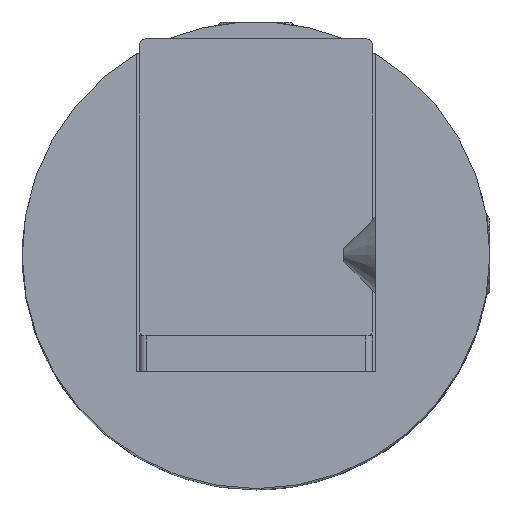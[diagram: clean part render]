
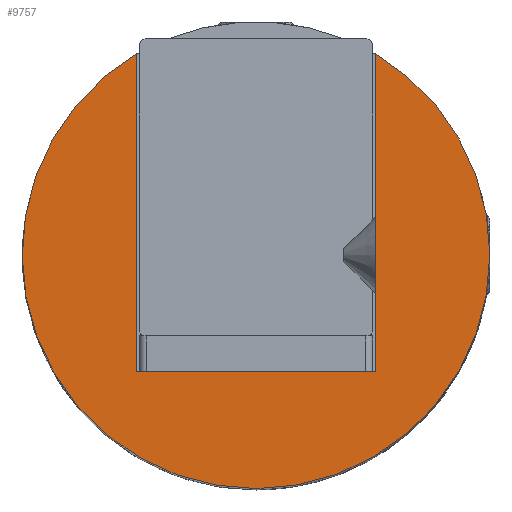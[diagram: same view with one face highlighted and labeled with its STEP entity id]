
A CAD part, top view. The second image highlights one B-rep face of the part: STEP entity #9757.
In plain terms, the highlighted planar face has unit normal (0, 0, 1).
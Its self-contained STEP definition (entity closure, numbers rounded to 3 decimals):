
#192 = CARTESIAN_POINT ( 'NONE',  ( 8.15, 0., 0. ) ) ;
#910 = CARTESIAN_POINT ( 'NONE',  ( -8.15, -8., 0. ) ) ;
#1851 = VECTOR ( 'NONE', #9575, 1000. ) ;
#2076 = DIRECTION ( 'NONE',  ( 1., 0., 0. ) ) ;
#2204 = DIRECTION ( 'NONE',  ( 1., 0., 0. ) ) ;
#2369 = CARTESIAN_POINT ( 'NONE',  ( 0., 0., 0. ) ) ;
#2762 = AXIS2_PLACEMENT_3D ( 'NONE', #10008, #6650, #2076 ) ;
#3534 = CARTESIAN_POINT ( 'NONE',  ( -8.15, 0., 0. ) ) ;
#3582 = LINE ( 'NONE', #11822, #16698 ) ;
#4288 = ORIENTED_EDGE ( 'NONE', *, *, #10600, .T. ) ;
#4388 = LINE ( 'NONE', #192, #1851 ) ;
#5781 = VERTEX_POINT ( 'NONE', #910 ) ;
#6650 = DIRECTION ( 'NONE',  ( 0., 0., 1. ) ) ;
#7288 = PLANE ( 'NONE',  #18144 ) ;
#7942 = CARTESIAN_POINT ( 'NONE',  ( -8.15, 13.769, 0. ) ) ;
#8304 = EDGE_CURVE ( 'NONE', #12099, #13435, #4388, .T. ) ;
#8441 = EDGE_CURVE ( 'NONE', #10191, #5781, #16740, .T. ) ;
#9575 = DIRECTION ( 'NONE',  ( 0., 1., 0. ) ) ;
#9757 = ADVANCED_FACE ( 'NONE', ( #13158 ), #7288, .T. ) ;
#9923 = EDGE_LOOP ( 'NONE', ( #10340, #4288, #18341, #17778 ) ) ;
#10008 = CARTESIAN_POINT ( 'NONE',  ( 0., 0., 0. ) ) ;
#10030 = EDGE_CURVE ( 'NONE', #5781, #12099, #3582, .T. ) ;
#10191 = VERTEX_POINT ( 'NONE', #7942 ) ;
#10284 = CARTESIAN_POINT ( 'NONE',  ( 8.15, -8., 0. ) ) ;
#10340 = ORIENTED_EDGE ( 'NONE', *, *, #8441, .F. ) ;
#10600 = EDGE_CURVE ( 'NONE', #10191, #13435, #13664, .T. ) ;
#11822 = CARTESIAN_POINT ( 'NONE',  ( 0., -8., 0. ) ) ;
#12099 = VERTEX_POINT ( 'NONE', #10284 ) ;
#13158 = FACE_OUTER_BOUND ( 'NONE', #9923, .T. ) ;
#13435 = VERTEX_POINT ( 'NONE', #15790 ) ;
#13664 = CIRCLE ( 'NONE', #2762, 16. ) ;
#14723 = DIRECTION ( 'NONE',  ( 0., -1., 0. ) ) ;
#15790 = CARTESIAN_POINT ( 'NONE',  ( 8.15, 13.769, 0. ) ) ;
#16698 = VECTOR ( 'NONE', #2204, 1000. ) ;
#16740 = LINE ( 'NONE', #3534, #17964 ) ;
#17778 = ORIENTED_EDGE ( 'NONE', *, *, #10030, .F. ) ;
#17964 = VECTOR ( 'NONE', #14723, 1000. ) ;
#18144 = AXIS2_PLACEMENT_3D ( 'NONE', #2369, #20174, #20035 ) ;
#18341 = ORIENTED_EDGE ( 'NONE', *, *, #8304, .F. ) ;
#20035 = DIRECTION ( 'NONE',  ( 1., 0., 0. ) ) ;
#20174 = DIRECTION ( 'NONE',  ( 0., 0., 1. ) ) ;
